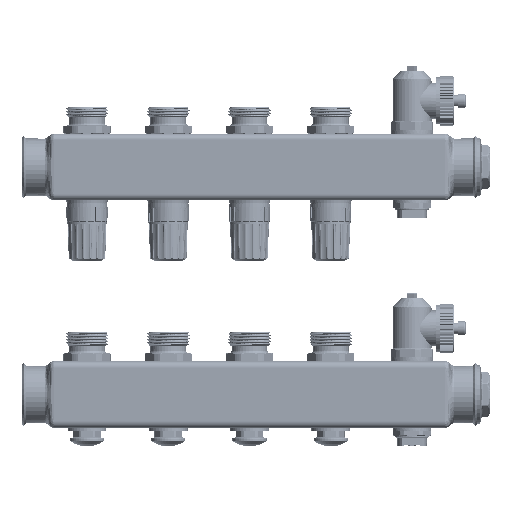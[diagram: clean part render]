
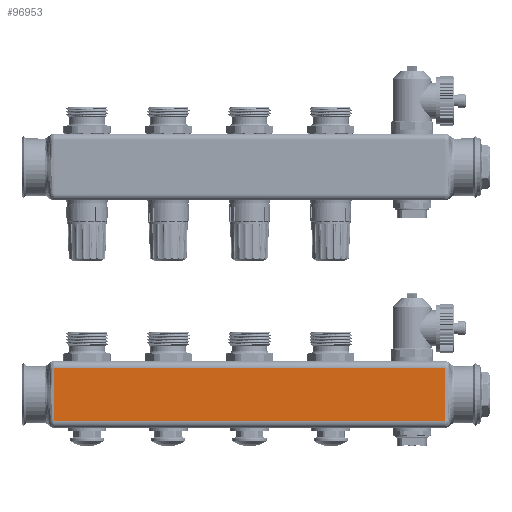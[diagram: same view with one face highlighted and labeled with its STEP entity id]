
A CAD part, front view. The second image highlights one B-rep face of the part: STEP entity #96953.
In plain terms, the highlighted planar face has unit normal (0, -1, 0).
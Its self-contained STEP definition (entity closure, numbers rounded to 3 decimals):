
#93399=CARTESIAN_POINT('',(19.869,-20.,
-16.5));
#93407=CARTESIAN_POINT('',(260.131,-20.,16.5));
#93408=CARTESIAN_POINT('',(260.131,-20.,16.5));
#93409=CARTESIAN_POINT('',(260.153,-20.,
15.993));
#93410=CARTESIAN_POINT('',(260.198,-20.,
15.01));
#93411=CARTESIAN_POINT('',(260.272,-20.,
13.584));
#93412=CARTESIAN_POINT('',(260.348,-20.,
12.261));
#93413=CARTESIAN_POINT('',(260.421,-20.,11.051));
#93414=CARTESIAN_POINT('',(260.489,-20.,9.947));
#93415=CARTESIAN_POINT('',(260.552,-20.,8.908));
#93416=CARTESIAN_POINT('',(260.61,-20.,7.888));
#93417=CARTESIAN_POINT('',(260.663,-20.,6.865));
#93418=CARTESIAN_POINT('',(260.708,-20.,5.842));
#93419=CARTESIAN_POINT('',(260.747,-20.,4.814));
#93420=CARTESIAN_POINT('',(260.778,-20.,3.753));
#93421=CARTESIAN_POINT('',(260.802,-20.,2.606));
#93422=CARTESIAN_POINT('',(260.818,-20.,1.348));
#93423=CARTESIAN_POINT('',(260.824,-20.,0.033));
#93424=CARTESIAN_POINT('',(260.819,-20.,-1.243));
#93425=CARTESIAN_POINT('',(260.805,-20.,-2.415));
#93426=CARTESIAN_POINT('',(260.784,-20.,-3.496));
#93427=CARTESIAN_POINT('',(260.756,-20.,-4.532));
#93428=CARTESIAN_POINT('',(260.72,-20.,-5.559));
#93429=CARTESIAN_POINT('',(260.676,-20.,-6.585));
#93430=CARTESIAN_POINT('',(260.625,-20.,-7.602));
#93431=CARTESIAN_POINT('',(260.568,-20.,-8.623));
#93432=CARTESIAN_POINT('',(260.505,-20.,-9.684));
#93433=CARTESIAN_POINT('',(260.435,-20.,-10.826));
#93434=CARTESIAN_POINT('',(260.359,-20.,-12.072));
#93435=CARTESIAN_POINT('',(260.28,-20.,-13.431));
#93436=CARTESIAN_POINT('',(260.202,-20.,-14.919));
#93437=CARTESIAN_POINT('',(260.154,-20.,-15.956));
#93438=CARTESIAN_POINT('',(260.131,-20.,-16.5));
#93440=CARTESIAN_POINT('',(19.869,-20.,-16.5));
#93441=CARTESIAN_POINT('',(19.869,-20.,-16.5));
#93442=CARTESIAN_POINT('',(19.847,-20.,
-15.985));
#93443=CARTESIAN_POINT('',(19.801,-20.,
-14.991));
#93444=CARTESIAN_POINT('',(19.726,-20.,
-13.555));
#93445=CARTESIAN_POINT('',(19.65,-20.,
-12.231));
#93446=CARTESIAN_POINT('',(19.577,-20.,
-11.024));
#93447=CARTESIAN_POINT('',(19.509,-20.,
-9.922));
#93448=CARTESIAN_POINT('',(19.447,-20.,-8.884));
#93449=CARTESIAN_POINT('',(19.389,-20.,-7.864));
#93450=CARTESIAN_POINT('',(19.336,-20.,-6.841));
#93451=CARTESIAN_POINT('',(19.291,-20.,-5.817));
#93452=CARTESIAN_POINT('',(19.253,-20.,-4.789));
#93453=CARTESIAN_POINT('',(19.222,-20.,-3.728));
#93454=CARTESIAN_POINT('',(19.198,-20.,-2.584));
#93455=CARTESIAN_POINT('',(19.182,-20.,-1.328));
#93456=CARTESIAN_POINT('',(19.176,-20.,-0.014));
#93457=CARTESIAN_POINT('',(19.181,-20.,1.262));
#93458=CARTESIAN_POINT('',(19.196,-20.,2.435));
#93459=CARTESIAN_POINT('',(19.217,-20.,3.516));
#93460=CARTESIAN_POINT('',(19.245,-20.,4.552));
#93461=CARTESIAN_POINT('',(19.281,-20.,5.578));
#93462=CARTESIAN_POINT('',(19.325,-20.,6.602));
#93463=CARTESIAN_POINT('',(19.376,-20.,7.62));
#93464=CARTESIAN_POINT('',(19.433,-20.,8.64));
#93465=CARTESIAN_POINT('',(19.496,-20.,9.7));
#93466=CARTESIAN_POINT('',(19.566,-20.,10.842));
#93467=CARTESIAN_POINT('',(19.642,-20.,12.085));
#93468=CARTESIAN_POINT('',(19.72,-20.,13.438));
#93469=CARTESIAN_POINT('',(19.798,-20.,14.921));
#93470=CARTESIAN_POINT('',(19.846,-20.,15.956));
#93471=CARTESIAN_POINT('',(19.869,-20.,16.5));
#94388=DIRECTION('',(-1.,0.,0.));
#94389=VECTOR('',#94388,240.263);
#94390=CARTESIAN_POINT('',(260.131,-20.,
16.5));
#94391=LINE('',#94390,#94389);
#94392=CARTESIAN_POINT('',(19.869,-20.,
16.5));
#95175=DIRECTION('',(1.,0.,0.));
#95176=VECTOR('',#95175,240.263);
#95177=CARTESIAN_POINT('',(19.869,-20.,
-16.5));
#95178=LINE('',#95177,#95176);
#95642=VERTEX_POINT('',#94392);
#95657=VERTEX_POINT('',#93399);
#95659=VERTEX_POINT('',#93407);
#95660=VERTEX_POINT('',#93438);
#96939=CARTESIAN_POINT('',(140.,-20.,0.));
#96940=DIRECTION('',(0.,1.,0.));
#96941=DIRECTION('',(1.,0.,0.));
#96942=AXIS2_PLACEMENT_3D('',#96939,#96940,#96941);
#96943=PLANE('',#96942);
#96945=ORIENTED_EDGE('',*,*,#96944,.T.);
#96947=ORIENTED_EDGE('',*,*,#96946,.F.);
#96948=ORIENTED_EDGE('',*,*,#96933,.T.);
#96950=ORIENTED_EDGE('',*,*,#96949,.F.);
#96951=EDGE_LOOP('',(#96945,#96947,#96948,#96950));
#96952=FACE_OUTER_BOUND('',#96951,.F.);
#96953=ADVANCED_FACE('',(#96952),#96943,.F.);
#93439=B_SPLINE_CURVE_WITH_KNOTS('',3,(#93407,#93408,#93409,#93410,#93411,
#93412,#93413,#93414,#93415,#93416,#93417,#93418,#93419,#93420,#93421,#93422,
#93423,#93424,#93425,#93426,#93427,#93428,#93429,#93430,#93431,#93432,#93433,
#93434,#93435,#93436,#93437,#93438),.UNSPECIFIED.,.F.,.F.,(4,1,1,1,1,1,1,1,1,1,
1,1,1,1,1,1,1,1,1,1,1,1,1,1,1,1,1,1,1,4),(0.,0.,
0.046,0.089,0.129,0.166,
0.199,0.229,0.26,0.292,
0.323,0.354,0.386,0.42,
0.458,0.5,0.539,0.574,
0.606,0.637,0.668,0.7,
0.731,0.761,0.793,0.828,
0.866,0.906,0.951,1.),.UNSPECIFIED.);
#93472=B_SPLINE_CURVE_WITH_KNOTS('',3,(#93440,#93441,#93442,#93443,#93444,
#93445,#93446,#93447,#93448,#93449,#93450,#93451,#93452,#93453,#93454,#93455,
#93456,#93457,#93458,#93459,#93460,#93461,#93462,#93463,#93464,#93465,#93466,
#93467,#93468,#93469,#93470,#93471),.UNSPECIFIED.,.F.,.F.,(4,1,1,1,1,1,1,1,1,1,
1,1,1,1,1,1,1,1,1,1,1,1,1,1,1,1,1,1,1,4),(0.,0.,
0.046,0.09,0.13,0.166,
0.199,0.23,0.261,0.293,
0.324,0.355,0.386,0.42,
0.459,0.5,0.54,0.575,
0.607,0.638,0.669,0.7,
0.731,0.762,0.794,0.828,
0.866,0.907,0.951,1.),.UNSPECIFIED.);
#96933=EDGE_CURVE('',#95657,#95642,#93472,.T.);
#96944=EDGE_CURVE('',#95659,#95660,#93439,.T.);
#96946=EDGE_CURVE('',#95657,#95660,#95178,.T.);
#96949=EDGE_CURVE('',#95659,#95642,#94391,.T.);
